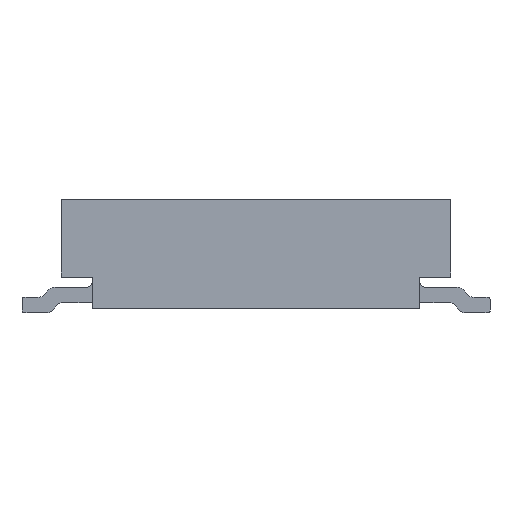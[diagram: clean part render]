
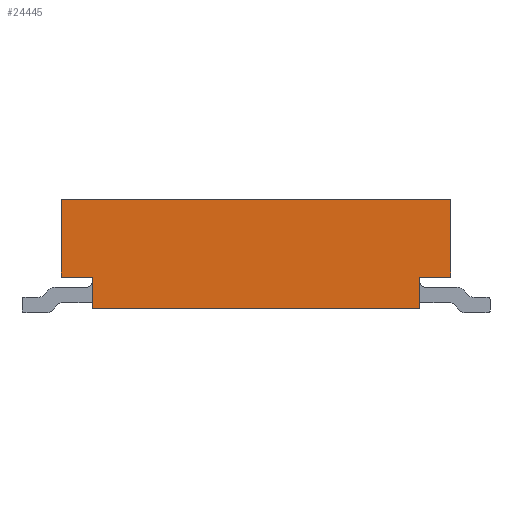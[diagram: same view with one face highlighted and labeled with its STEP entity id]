
A CAD part, left-side view. The second image highlights one B-rep face of the part: STEP entity #24445.
In plain terms, the highlighted planar face has unit normal (-1, 0, 0).
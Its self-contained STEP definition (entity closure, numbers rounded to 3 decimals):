
#1837=ORIENTED_EDGE('',*,*,#8620,.F.);
#1838=ORIENTED_EDGE('',*,*,#7823,.F.);
#1839=ORIENTED_EDGE('',*,*,#8603,.T.);
#1840=ORIENTED_EDGE('',*,*,#7909,.T.);
#1841=ORIENTED_EDGE('',*,*,#8908,.F.);
#1842=ORIENTED_EDGE('',*,*,#8909,.F.);
#1843=ORIENTED_EDGE('',*,*,#8894,.F.);
#1844=ORIENTED_EDGE('',*,*,#8048,.F.);
#7823=EDGE_CURVE('',#11504,#11505,#13909,.T.);
#7909=EDGE_CURVE('',#11586,#11585,#13995,.T.);
#8048=EDGE_CURVE('',#11722,#11723,#14134,.T.);
#8603=EDGE_CURVE('',#11504,#11586,#14689,.T.);
#8620=EDGE_CURVE('',#11505,#11722,#14706,.T.);
#8894=EDGE_CURVE('',#11723,#12333,#14980,.T.);
#8908=EDGE_CURVE('',#12340,#11585,#14994,.T.);
#8909=EDGE_CURVE('',#12333,#12340,#14995,.T.);
#11504=VERTEX_POINT('',#32945);
#11505=VERTEX_POINT('',#32947);
#11585=VERTEX_POINT('',#33117);
#11586=VERTEX_POINT('',#33119);
#11722=VERTEX_POINT('',#33400);
#11723=VERTEX_POINT('',#33402);
#12333=VERTEX_POINT('',#35043);
#12340=VERTEX_POINT('',#35070);
#13909=LINE('',#32946,#17437);
#13995=LINE('',#33118,#17523);
#14134=LINE('',#33401,#17662);
#14689=LINE('',#34549,#18217);
#14706=LINE('',#34584,#18234);
#14980=LINE('',#35042,#18508);
#14994=LINE('',#35069,#18522);
#14995=LINE('',#35071,#18523);
#17437=VECTOR('',#26762,1000.);
#17523=VECTOR('',#26858,1000.);
#17662=VECTOR('',#27011,1000.);
#18217=VECTOR('',#27866,1000.);
#18234=VECTOR('',#27893,1000.);
#18508=VECTOR('',#28227,1000.);
#18522=VECTOR('',#28253,1000.);
#18523=VECTOR('',#28254,1000.);
#21120=EDGE_LOOP('',(#1837,#1838,#1839,#1840,#1841,#1842,#1843,#1844));
#22284=FACE_BOUND('',#21120,.T.);
#23418=PLANE('',#25586);
#24445=ADVANCED_FACE('',(#22284),#23418,.F.);
#25586=AXIS2_PLACEMENT_3D('',#35068,#28251,#28252);
#26762=DIRECTION('',(0.,1.,0.));
#26858=DIRECTION('',(0.,-1.,0.));
#27011=DIRECTION('',(0.,1.,0.));
#27866=DIRECTION('',(0.,0.,1.));
#27893=DIRECTION('',(0.,0.,1.));
#28227=DIRECTION('',(0.,0.,1.));
#28251=DIRECTION('',(1.,0.,0.));
#28252=DIRECTION('',(0.,0.,-1.));
#28253=DIRECTION('',(0.,0.,-1.));
#28254=DIRECTION('',(0.,-1.,0.));
#32945=CARTESIAN_POINT('',(-5.05,-2.1,-0.7));
#32946=CARTESIAN_POINT('',(-5.05,-2.5,-0.7));
#32947=CARTESIAN_POINT('',(-5.05,2.1,-0.7));
#33117=CARTESIAN_POINT('',(-5.05,-2.5,-0.3));
#33118=CARTESIAN_POINT('',(-5.05,-2.1,-0.3));
#33119=CARTESIAN_POINT('',(-5.05,-2.1,-0.3));
#33400=CARTESIAN_POINT('',(-5.05,2.1,-0.3));
#33401=CARTESIAN_POINT('',(-5.05,2.1,-0.3));
#33402=CARTESIAN_POINT('',(-5.05,2.5,-0.3));
#34549=CARTESIAN_POINT('',(-5.05,-2.1,-0.7));
#34584=CARTESIAN_POINT('',(-5.05,2.1,-0.7));
#35042=CARTESIAN_POINT('',(-5.05,2.5,-0.7));
#35043=CARTESIAN_POINT('',(-5.05,2.5,0.7));
#35068=CARTESIAN_POINT('',(-5.05,0.,0.));
#35069=CARTESIAN_POINT('',(-5.05,-2.5,0.7));
#35070=CARTESIAN_POINT('',(-5.05,-2.5,0.7));
#35071=CARTESIAN_POINT('',(-5.05,2.5,0.7));
